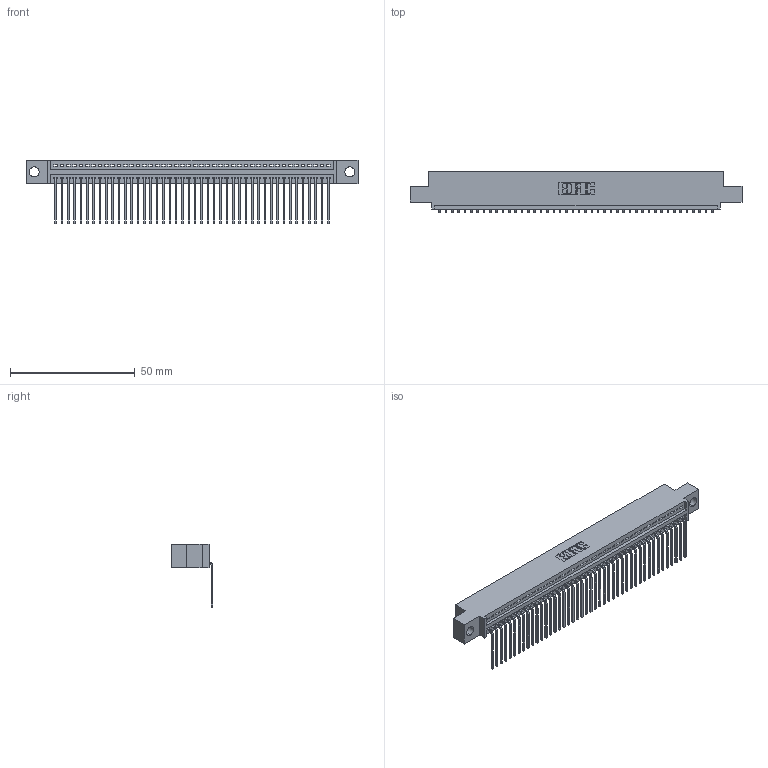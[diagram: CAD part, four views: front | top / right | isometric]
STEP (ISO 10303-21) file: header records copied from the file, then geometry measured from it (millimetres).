
FILE_DESCRIPTION (( 'STEP AP203' ), '1' );
FILE_NAME ('395-044-559-404.STEP', '2019-10-22T17:17:26', ( '' ), ( '' ), 'SwSTEP 2.0', 'SolidWorks 2016', '' );
FILE_SCHEMA (( 'CONFIG_CONTROL_DESIGN' ));
Length unit declared in the file: inch
Products named in the file (3): 345-292-001_558 559 Tail - 1; 345 Part_0.110 Offset - 0.156 Dia-TH; 395-044-559-404
Assembly tree (45 placements, depth 2):
  395-044-559-404
    345 Part_0.110 Offset - 0.156 Dia-TH
    345-292-001_558 559 Tail - 1  x44
Bounding box: 132.97 x 16.75 x 25.53 mm (x, y, z)
Volume: 12631.3 mm3; surface area: 17565.1 mm2
Topology: 45 solids, 45 shells, 2770 faces, 8361 edges, 5514 vertices
Faces by surface type: plane 1932, cylinder 838
Entity records: 33065 total; most frequent: CARTESIAN_POINT 5736, ORIENTED_EDGE 5714, DIRECTION 5005, EDGE_CURVE 2857, LINE 2549, VECTOR 2549, VERTEX_POINT 1902, AXIS2_PLACEMENT_3D 1228
